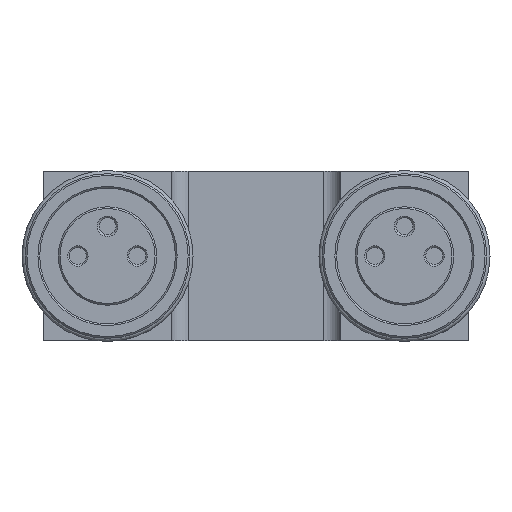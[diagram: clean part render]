
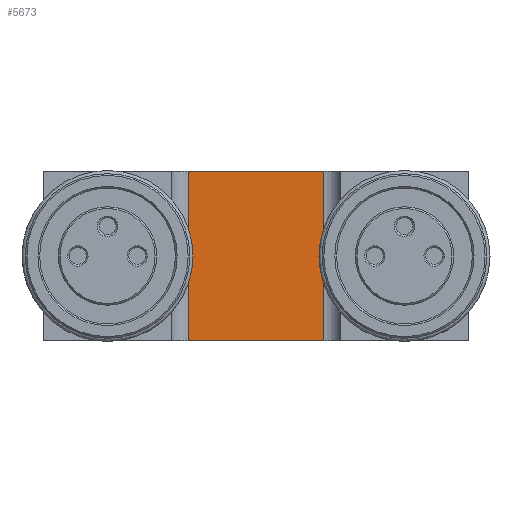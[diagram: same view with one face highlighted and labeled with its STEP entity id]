
A CAD part, left-side view. The second image highlights one B-rep face of the part: STEP entity #5673.
In plain terms, the highlighted planar face has unit normal (-1, 0, 0).
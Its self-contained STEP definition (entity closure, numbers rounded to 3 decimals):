
#604=FACE_OUTER_BOUND('',#997,.T.);
#997=EDGE_LOOP('',(#3894,#3895,#3896,#3897));
#1797=LINE('',#8800,#2096);
#1798=LINE('',#8805,#2097);
#1799=LINE('',#8807,#2098);
#1800=LINE('',#8808,#2099);
#2096=VECTOR('',#7017,10.);
#2097=VECTOR('',#7024,8.);
#2098=VECTOR('',#7025,10.);
#2099=VECTOR('',#7026,8.);
#2433=VERTEX_POINT('',#8798);
#2434=VERTEX_POINT('',#8799);
#2435=VERTEX_POINT('',#8804);
#2436=VERTEX_POINT('',#8806);
#3014=EDGE_CURVE('',#2433,#2434,#1797,.T.);
#3017=EDGE_CURVE('',#2433,#2435,#1798,.T.);
#3018=EDGE_CURVE('',#2435,#2436,#1799,.T.);
#3019=EDGE_CURVE('',#2436,#2434,#1800,.T.);
#3894=ORIENTED_EDGE('',*,*,#3014,.F.);
#3895=ORIENTED_EDGE('',*,*,#3017,.T.);
#3896=ORIENTED_EDGE('',*,*,#3018,.T.);
#3897=ORIENTED_EDGE('',*,*,#3019,.T.);
#5087=PLANE('',#6108);
#5673=ADVANCED_FACE('',(#604),#5087,.T.);
#6108=AXIS2_PLACEMENT_3D('',#8803,#7022,#7023);
#7017=DIRECTION('',(0.,0.,1.));
#7022=DIRECTION('center_axis',(-1.,0.,0.));
#7023=DIRECTION('ref_axis',(0.,0.,1.));
#7024=DIRECTION('',(0.,-1.,0.));
#7025=DIRECTION('',(0.,0.,1.));
#7026=DIRECTION('',(0.,1.,0.));
#8798=CARTESIAN_POINT('',(16.8,13.417,0.));
#8799=CARTESIAN_POINT('',(16.8,13.417,10.));
#8800=CARTESIAN_POINT('',(16.8,13.417,0.));
#8803=CARTESIAN_POINT('Origin',(16.8,5.417,0.));
#8804=CARTESIAN_POINT('',(16.8,5.417,0.));
#8805=CARTESIAN_POINT('',(16.8,13.417,0.));
#8806=CARTESIAN_POINT('',(16.8,5.417,10.));
#8807=CARTESIAN_POINT('',(16.8,5.417,0.));
#8808=CARTESIAN_POINT('',(16.8,13.417,10.));
